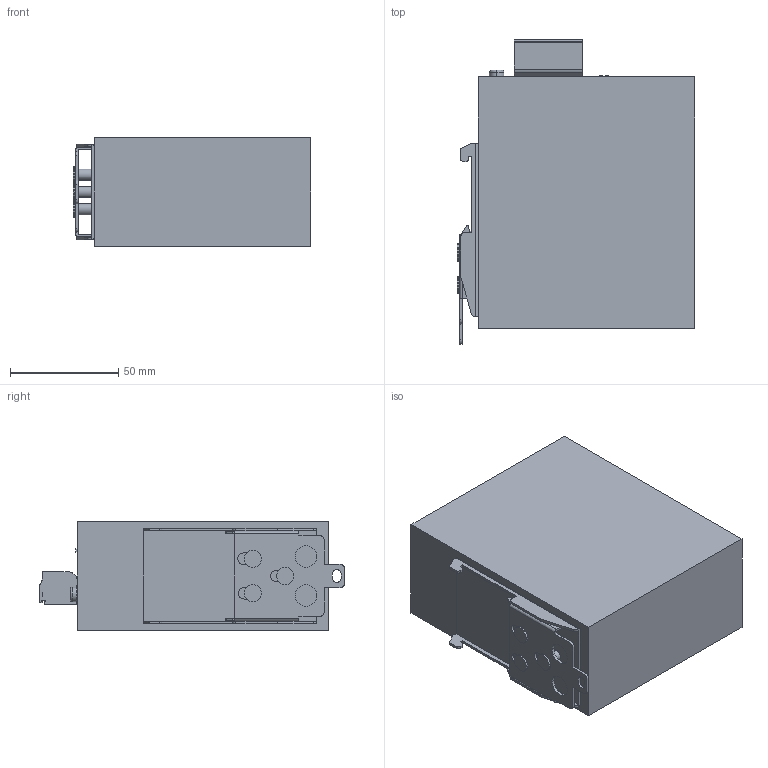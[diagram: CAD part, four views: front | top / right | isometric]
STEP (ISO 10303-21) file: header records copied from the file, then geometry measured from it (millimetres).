
FILE_DESCRIPTION (( 'STEP AP214' ), '1' );
FILE_NAME ('852-1812.STEP', '2025-02-10T19:12:51', ( '' ), ( '' ), 'SwSTEP 2.0', 'SolidWorks 2021', '' );
FILE_SCHEMA (( 'AUTOMOTIVE_DESIGN' ));
Length unit declared in the file: inch
Products named in the file (1): 852-1812
Bounding box: 109.8 x 140.65 x 50 mm (x, y, z)
Volume: 585365.5 mm3; surface area: 59536.4 mm2
Topology: 1 solids, 6 shells, 455 faces, 1185 edges, 788 vertices
Faces by surface type: plane 329, cylinder 119, bspline 7
Entity records: 14018 total; most frequent: CARTESIAN_POINT 2540, ORIENTED_EDGE 2370, DIRECTION 2333, EDGE_CURVE 1185, VECTOR 931, LINE 931, VERTEX_POINT 788, AXIS2_PLACEMENT_3D 701
